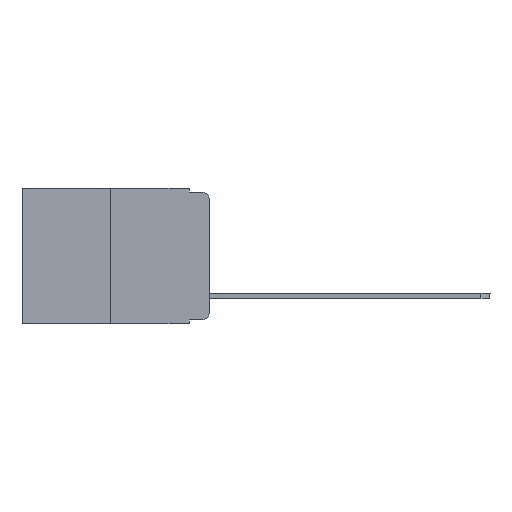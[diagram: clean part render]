
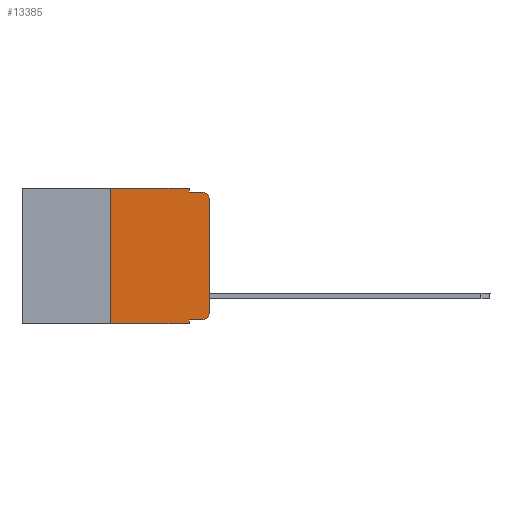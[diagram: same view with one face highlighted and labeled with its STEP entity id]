
A CAD part, left-side view. The second image highlights one B-rep face of the part: STEP entity #13385.
In plain terms, the highlighted planar face has unit normal (-1, 0, 0).
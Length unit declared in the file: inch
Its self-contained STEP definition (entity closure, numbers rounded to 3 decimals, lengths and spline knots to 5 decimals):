
#45 = EDGE_CURVE ( 'NONE', #9657, #8897, #22795, .T. ) ;
#97 = DIRECTION ( 'NONE',  ( 0., 0., 1. ) ) ;
#875 = VERTEX_POINT ( 'NONE', #9529 ) ;
#1180 = CIRCLE ( 'NONE', #7810, 0.02 ) ;
#1313 = ORIENTED_EDGE ( 'NONE', *, *, #22309, .T. ) ;
#1434 = CARTESIAN_POINT ( 'NONE',  ( 0., 0.051, -0.01 ) ) ;
#1630 = DIRECTION ( 'NONE',  ( 1., 0., 0. ) ) ;
#1876 = VECTOR ( 'NONE', #19301, 39.37008 ) ;
#2184 = LINE ( 'NONE', #2459, #9758 ) ;
#2459 = CARTESIAN_POINT ( 'NONE',  ( 0., 0.473, -0.343 ) ) ;
#2911 = VERTEX_POINT ( 'NONE', #22000 ) ;
#2974 = ORIENTED_EDGE ( 'NONE', *, *, #16146, .F. ) ;
#3131 = VECTOR ( 'NONE', #3359, 39.37008 ) ;
#3359 = DIRECTION ( 'NONE',  ( 0., -1., 0. ) ) ;
#3494 = DIRECTION ( 'NONE',  ( 0., 0., -1. ) ) ;
#3525 = VERTEX_POINT ( 'NONE', #17226 ) ;
#3832 = EDGE_CURVE ( 'NONE', #875, #3525, #18805, .T. ) ;
#3900 = EDGE_CURVE ( 'NONE', #4681, #20865, #22116, .T. ) ;
#3926 = ORIENTED_EDGE ( 'NONE', *, *, #4655, .T. ) ;
#4426 = CARTESIAN_POINT ( 'NONE',  ( 0., 0., -0.313 ) ) ;
#4655 = EDGE_CURVE ( 'NONE', #9657, #20865, #2184, .T. ) ;
#4681 = VERTEX_POINT ( 'NONE', #5983 ) ;
#4704 = PLANE ( 'NONE',  #19216 ) ;
#4787 = CARTESIAN_POINT ( 'NONE',  ( 0., 0.051, -0.01 ) ) ;
#4876 = DIRECTION ( 'NONE',  ( 0., -1., 0. ) ) ;
#4994 = CARTESIAN_POINT ( 'NONE',  ( 0., 0.473, 0. ) ) ;
#5078 = ORIENTED_EDGE ( 'NONE', *, *, #3900, .F. ) ;
#5254 = CARTESIAN_POINT ( 'NONE',  ( 0., 0.02, -0.03 ) ) ;
#5468 = LINE ( 'NONE', #7217, #6880 ) ;
#5476 = DIRECTION ( 'NONE',  ( 0., 0., 1. ) ) ;
#5513 = EDGE_CURVE ( 'NONE', #6676, #3525, #11716, .T. ) ;
#5783 = CARTESIAN_POINT ( 'NONE',  ( 0., 0.25, 0. ) ) ;
#5983 = CARTESIAN_POINT ( 'NONE',  ( 0., 0.051, -0.333 ) ) ;
#6341 = VERTEX_POINT ( 'NONE', #13120 ) ;
#6676 = VERTEX_POINT ( 'NONE', #1434 ) ;
#6880 = VECTOR ( 'NONE', #97, 39.37008 ) ;
#7217 = CARTESIAN_POINT ( 'NONE',  ( 0., 0., 0. ) ) ;
#7810 = AXIS2_PLACEMENT_3D ( 'NONE', #12160, #15940, #12233 ) ;
#8897 = VERTEX_POINT ( 'NONE', #11970 ) ;
#9529 = CARTESIAN_POINT ( 'NONE',  ( 0., 0., -0.03 ) ) ;
#9657 = VERTEX_POINT ( 'NONE', #17444 ) ;
#9758 = VECTOR ( 'NONE', #14784, 39.37008 ) ;
#11302 = VERTEX_POINT ( 'NONE', #4426 ) ;
#11716 = LINE ( 'NONE', #4787, #1876 ) ;
#11946 = ORIENTED_EDGE ( 'NONE', *, *, #45, .F. ) ;
#11970 = CARTESIAN_POINT ( 'NONE',  ( 0., 0.25, 0. ) ) ;
#12160 = CARTESIAN_POINT ( 'NONE',  ( 0., 0.02, -0.313 ) ) ;
#12233 = DIRECTION ( 'NONE',  ( 0., 0., -1. ) ) ;
#12534 = LINE ( 'NONE', #12586, #20666 ) ;
#12586 = CARTESIAN_POINT ( 'NONE',  ( 0., 0.051, 0. ) ) ;
#13120 = CARTESIAN_POINT ( 'NONE',  ( 0., 0.02, -0.333 ) ) ;
#13282 = CARTESIAN_POINT ( 'NONE',  ( 0., 0.051, 0. ) ) ;
#13385 = ADVANCED_FACE ( 'NONE', ( #15220 ), #4704, .F. ) ;
#13770 = ORIENTED_EDGE ( 'NONE', *, *, #15208, .T. ) ;
#14397 = DIRECTION ( 'NONE',  ( 0., 0., -1. ) ) ;
#14784 = DIRECTION ( 'NONE',  ( 0., -1., 0. ) ) ;
#15208 = EDGE_CURVE ( 'NONE', #6341, #11302, #1180, .T. ) ;
#15220 = FACE_OUTER_BOUND ( 'NONE', #19921, .T. ) ;
#15940 = DIRECTION ( 'NONE',  ( -1., 0., 0. ) ) ;
#16146 = EDGE_CURVE ( 'NONE', #8897, #2911, #21600, .T. ) ;
#16326 = ORIENTED_EDGE ( 'NONE', *, *, #3832, .T. ) ;
#16808 = CARTESIAN_POINT ( 'NONE',  ( 0., 0.051, -0.343 ) ) ;
#16989 = DIRECTION ( 'NONE',  ( 0., 0., -1. ) ) ;
#17158 = ORIENTED_EDGE ( 'NONE', *, *, #18126, .F. ) ;
#17226 = CARTESIAN_POINT ( 'NONE',  ( 0., 0.02, -0.01 ) ) ;
#17444 = CARTESIAN_POINT ( 'NONE',  ( 0., 0.25, -0.343 ) ) ;
#18080 = ORIENTED_EDGE ( 'NONE', *, *, #18684, .T. ) ;
#18126 = EDGE_CURVE ( 'NONE', #2911, #6676, #12534, .T. ) ;
#18250 = ORIENTED_EDGE ( 'NONE', *, *, #5513, .F. ) ;
#18684 = EDGE_CURVE ( 'NONE', #11302, #875, #5468, .T. ) ;
#18805 = CIRCLE ( 'NONE', #21885, 0.02 ) ;
#19071 = CARTESIAN_POINT ( 'NONE',  ( 0., 0.473, 0. ) ) ;
#19216 = AXIS2_PLACEMENT_3D ( 'NONE', #19071, #1630, #19674 ) ;
#19301 = DIRECTION ( 'NONE',  ( 0., -1., 0. ) ) ;
#19635 = VECTOR ( 'NONE', #16989, 39.37008 ) ;
#19674 = DIRECTION ( 'NONE',  ( 0., 0., -1. ) ) ;
#19734 = VECTOR ( 'NONE', #5476, 39.37008 ) ;
#19921 = EDGE_LOOP ( 'NONE', ( #18080, #16326, #18250, #17158, #2974, #11946, #3926, #5078, #1313, #13770 ) ) ;
#20666 = VECTOR ( 'NONE', #14397, 39.37008 ) ;
#20865 = VERTEX_POINT ( 'NONE', #16808 ) ;
#21264 = LINE ( 'NONE', #22648, #22078 ) ;
#21600 = LINE ( 'NONE', #4994, #3131 ) ;
#21885 = AXIS2_PLACEMENT_3D ( 'NONE', #5254, #22886, #3494 ) ;
#22000 = CARTESIAN_POINT ( 'NONE',  ( 0., 0.051, 0. ) ) ;
#22078 = VECTOR ( 'NONE', #4876, 39.37008 ) ;
#22116 = LINE ( 'NONE', #13282, #19635 ) ;
#22309 = EDGE_CURVE ( 'NONE', #4681, #6341, #21264, .T. ) ;
#22648 = CARTESIAN_POINT ( 'NONE',  ( 0., 0.051, -0.333 ) ) ;
#22795 = LINE ( 'NONE', #5783, #19734 ) ;
#22886 = DIRECTION ( 'NONE',  ( -1., 0., 0. ) ) ;
